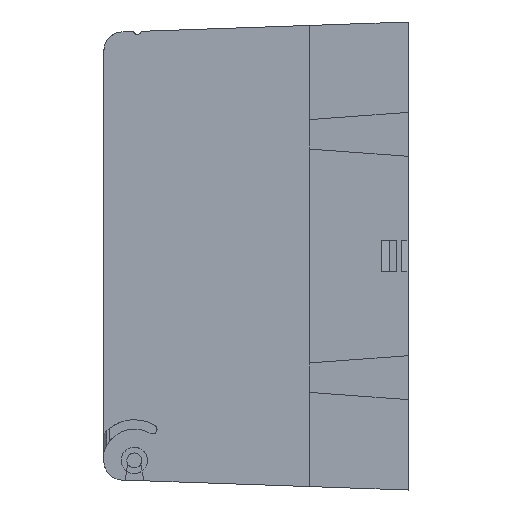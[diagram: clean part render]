
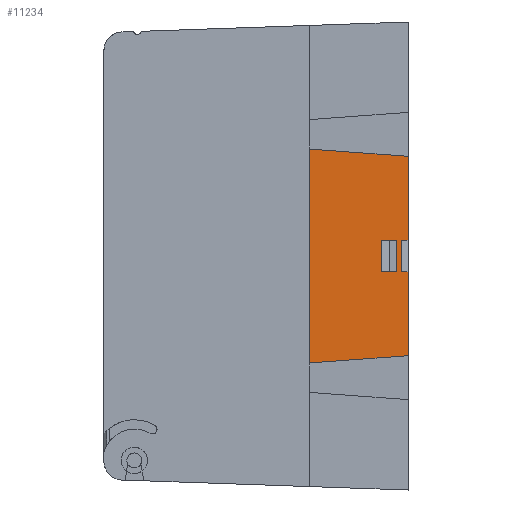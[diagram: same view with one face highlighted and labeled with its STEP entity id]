
A CAD part, left-side view. The second image highlights one B-rep face of the part: STEP entity #11234.
In plain terms, the highlighted planar face has unit normal (1, 0, 0).
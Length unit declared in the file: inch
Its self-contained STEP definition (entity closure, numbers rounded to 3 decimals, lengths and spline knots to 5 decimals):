
#884 = CARTESIAN_POINT ( 'NONE',  ( -2.6392, -1.675, -0.22 ) ) ;
#1597 = LINE ( 'NONE', #54846, #35989 ) ;
#2173 = CARTESIAN_POINT ( 'NONE',  ( -2.6392, -0.625, -0.22 ) ) ;
#2292 = VERTEX_POINT ( 'NONE', #44557 ) ;
#3003 = LINE ( 'NONE', #41478, #62369 ) ;
#4483 = CARTESIAN_POINT ( 'NONE',  ( -2.6392, -1.555, -2.26333 ) ) ;
#5703 = VECTOR ( 'NONE', #13990, 39.37008 ) ;
#7665 = CARTESIAN_POINT ( 'NONE',  ( -2.6392, -1.675, -2.3 ) ) ;
#8499 = CARTESIAN_POINT ( 'NONE',  ( -2.6392, -1.3934, -0.22 ) ) ;
#8728 = VECTOR ( 'NONE', #50335, 39.37008 ) ;
#9666 = LINE ( 'NONE', #17560, #12462 ) ;
#10546 = VERTEX_POINT ( 'NONE', #884 ) ;
#11234 = ADVANCED_FACE ( 'NONE', ( #40129, #49500 ), #25647, .F. ) ;
#11478 = CARTESIAN_POINT ( 'NONE',  ( -2.6392, -1.605, 0.12 ) ) ;
#11488 = ORIENTED_EDGE ( 'NONE', *, *, #37190, .F. ) ;
#11650 = EDGE_LOOP ( 'NONE', ( #53897, #53805, #64747, #48612, #64804, #30729, #11488, #12526 ) ) ;
#11847 = EDGE_CURVE ( 'NONE', #24129, #10546, #3003, .T. ) ;
#12462 = VECTOR ( 'NONE', #53930, 39.37008 ) ;
#12526 = ORIENTED_EDGE ( 'NONE', *, *, #33848, .F. ) ;
#13970 = CARTESIAN_POINT ( 'NONE',  ( -2.6392, -1.3934, -2.26333 ) ) ;
#13990 = DIRECTION ( 'NONE',  ( 0., 1., 0. ) ) ;
#15302 = CARTESIAN_POINT ( 'NONE',  ( -2.6392, -0.625, -2.26333 ) ) ;
#15694 = VECTOR ( 'NONE', #25485, 39.37008 ) ;
#16018 = CARTESIAN_POINT ( 'NONE',  ( -2.6392, -0.625, 1.09282 ) ) ;
#17560 = CARTESIAN_POINT ( 'NONE',  ( -2.6392, -1.605, -2.26333 ) ) ;
#17967 = VECTOR ( 'NONE', #29395, 39.37008 ) ;
#18358 = CARTESIAN_POINT ( 'NONE',  ( -2.6392, -0.625, -1.19282 ) ) ;
#18374 = EDGE_CURVE ( 'NONE', #58849, #24129, #31874, .T. ) ;
#19011 = CARTESIAN_POINT ( 'NONE',  ( -2.6392, -0.625, -0.22 ) ) ;
#20098 = CARTESIAN_POINT ( 'NONE',  ( -2.6392, -1.675, 1.015 ) ) ;
#20598 = DIRECTION ( 'NONE',  ( 0., 0., 1. ) ) ;
#22313 = CARTESIAN_POINT ( 'NONE',  ( -2.6392, -1.605, -0.22 ) ) ;
#23523 = VERTEX_POINT ( 'NONE', #11478 ) ;
#24129 = VERTEX_POINT ( 'NONE', #41196 ) ;
#24634 = VERTEX_POINT ( 'NONE', #62892 ) ;
#25485 = DIRECTION ( 'NONE',  ( 0., 0., -1. ) ) ;
#25647 = PLANE ( 'NONE',  #52014 ) ;
#26526 = EDGE_CURVE ( 'NONE', #44149, #39799, #36050, .T. ) ;
#27721 = EDGE_CURVE ( 'NONE', #24634, #44149, #31876, .T. ) ;
#29395 = DIRECTION ( 'NONE',  ( 0., -0.997, 0.074 ) ) ;
#29928 = LINE ( 'NONE', #4483, #15694 ) ;
#29976 = EDGE_LOOP ( 'NONE', ( #62525, #38084, #35609, #67168 ) ) ;
#30139 = LINE ( 'NONE', #19011, #5703 ) ;
#30729 = ORIENTED_EDGE ( 'NONE', *, *, #45388, .F. ) ;
#31874 = LINE ( 'NONE', #49990, #17967 ) ;
#31876 = LINE ( 'NONE', #2173, #32020 ) ;
#31886 = EDGE_CURVE ( 'NONE', #40177, #24634, #29928, .T. ) ;
#32020 = VECTOR ( 'NONE', #33346, 39.37008 ) ;
#32577 = EDGE_CURVE ( 'NONE', #39799, #40177, #41012, .T. ) ;
#33346 = DIRECTION ( 'NONE',  ( 0., 1., 0. ) ) ;
#33848 = EDGE_CURVE ( 'NONE', #50658, #23523, #9666, .T. ) ;
#35378 = EDGE_CURVE ( 'NONE', #10546, #50658, #30139, .T. ) ;
#35609 = ORIENTED_EDGE ( 'NONE', *, *, #32577, .F. ) ;
#35981 = VECTOR ( 'NONE', #43855, 39.37008 ) ;
#35989 = VECTOR ( 'NONE', #39526, 39.37008 ) ;
#36050 = LINE ( 'NONE', #13970, #8728 ) ;
#36066 = EDGE_CURVE ( 'NONE', #61779, #58849, #1597, .T. ) ;
#36161 = EDGE_CURVE ( 'NONE', #48874, #61779, #48002, .T. ) ;
#37048 = VECTOR ( 'NONE', #61569, 39.37008 ) ;
#37190 = EDGE_CURVE ( 'NONE', #23523, #2292, #40048, .T. ) ;
#38084 = ORIENTED_EDGE ( 'NONE', *, *, #31886, .F. ) ;
#39526 = DIRECTION ( 'NONE',  ( 0., 0., -1. ) ) ;
#39799 = VERTEX_POINT ( 'NONE', #63500 ) ;
#40029 = VECTOR ( 'NONE', #46672, 39.37008 ) ;
#40048 = LINE ( 'NONE', #59209, #35981 ) ;
#40129 = FACE_BOUND ( 'NONE', #29976, .T. ) ;
#40177 = VERTEX_POINT ( 'NONE', #65934 ) ;
#41012 = LINE ( 'NONE', #41533, #40029 ) ;
#41196 = CARTESIAN_POINT ( 'NONE',  ( -2.6392, -1.675, -1.115 ) ) ;
#41478 = CARTESIAN_POINT ( 'NONE',  ( -2.6392, -1.675, -2.3 ) ) ;
#41533 = CARTESIAN_POINT ( 'NONE',  ( -2.6392, -0.625, 0.12 ) ) ;
#43855 = DIRECTION ( 'NONE',  ( 0., -1., 0. ) ) ;
#43961 = VECTOR ( 'NONE', #44066, 39.37008 ) ;
#44066 = DIRECTION ( 'NONE',  ( 0., 0., 1. ) ) ;
#44149 = VERTEX_POINT ( 'NONE', #8499 ) ;
#44557 = CARTESIAN_POINT ( 'NONE',  ( -2.6392, -1.675, 0.12 ) ) ;
#45388 = EDGE_CURVE ( 'NONE', #2292, #48874, #56280, .T. ) ;
#46672 = DIRECTION ( 'NONE',  ( 0., -1., 0. ) ) ;
#48002 = LINE ( 'NONE', #20098, #37048 ) ;
#48612 = ORIENTED_EDGE ( 'NONE', *, *, #36066, .F. ) ;
#48874 = VERTEX_POINT ( 'NONE', #55179 ) ;
#49500 = FACE_OUTER_BOUND ( 'NONE', #11650, .T. ) ;
#49990 = CARTESIAN_POINT ( 'NONE',  ( -2.6392, -0.625, -1.19282 ) ) ;
#50335 = DIRECTION ( 'NONE',  ( 0., 0., 1. ) ) ;
#50658 = VERTEX_POINT ( 'NONE', #22313 ) ;
#51648 = DIRECTION ( 'NONE',  ( -1., 0., 0. ) ) ;
#52008 = DIRECTION ( 'NONE',  ( 0., 0., 1. ) ) ;
#52014 = AXIS2_PLACEMENT_3D ( 'NONE', #15302, #51648, #20598 ) ;
#53805 = ORIENTED_EDGE ( 'NONE', *, *, #11847, .F. ) ;
#53897 = ORIENTED_EDGE ( 'NONE', *, *, #35378, .F. ) ;
#53930 = DIRECTION ( 'NONE',  ( 0., 0., 1. ) ) ;
#54846 = CARTESIAN_POINT ( 'NONE',  ( -2.6392, -0.625, -4.92979 ) ) ;
#55179 = CARTESIAN_POINT ( 'NONE',  ( -2.6392, -1.675, 1.015 ) ) ;
#56280 = LINE ( 'NONE', #7665, #43961 ) ;
#58849 = VERTEX_POINT ( 'NONE', #18358 ) ;
#59209 = CARTESIAN_POINT ( 'NONE',  ( -2.6392, -0.625, 0.12 ) ) ;
#61569 = DIRECTION ( 'NONE',  ( 0., 0.997, 0.074 ) ) ;
#61779 = VERTEX_POINT ( 'NONE', #16018 ) ;
#62369 = VECTOR ( 'NONE', #52008, 39.37008 ) ;
#62525 = ORIENTED_EDGE ( 'NONE', *, *, #27721, .F. ) ;
#62892 = CARTESIAN_POINT ( 'NONE',  ( -2.6392, -1.555, -0.22 ) ) ;
#63500 = CARTESIAN_POINT ( 'NONE',  ( -2.6392, -1.3934, 0.12 ) ) ;
#64747 = ORIENTED_EDGE ( 'NONE', *, *, #18374, .F. ) ;
#64804 = ORIENTED_EDGE ( 'NONE', *, *, #36161, .F. ) ;
#65934 = CARTESIAN_POINT ( 'NONE',  ( -2.6392, -1.555, 0.12 ) ) ;
#67168 = ORIENTED_EDGE ( 'NONE', *, *, #26526, .F. ) ;
